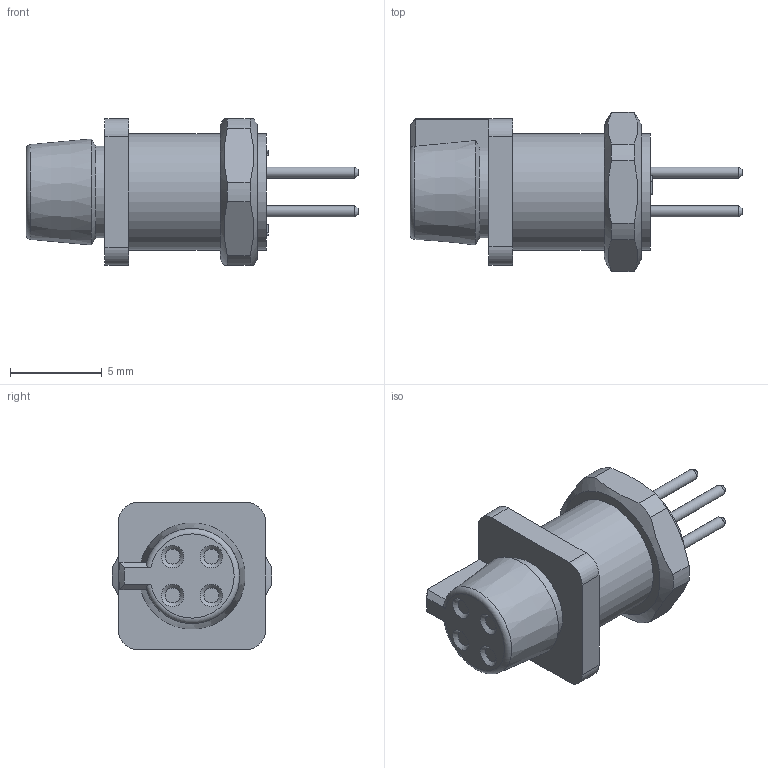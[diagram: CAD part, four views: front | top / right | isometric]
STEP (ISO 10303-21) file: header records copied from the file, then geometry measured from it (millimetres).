
FILE_DESCRIPTION(/* description */ (''),/* implementation_level */ '2;1');
FILE_NAME(/* name */ '09-9766-XXX-04_003_01.stp',/* time_stamp */ '2014-07-03T08:51:55+02:00',/* author */ (''),/* organization */ (''),/* preprocessor_version */ 'ST-DEVELOPER v14',/* originating_system */ 'SIEMENS PLM Software NX 8.0',/* authorisation */ '');
FILE_SCHEMA (('AUTOMOTIVE_DESIGN { 1 0 10303 214 3 1 1 1 }'));
Length unit declared in the file: millimetre
Products named in the file (1): sach1670AA8A4g0l
Bounding box: 18.1 x 8.69 x 8 mm (x, y, z)
Volume: 486.9 mm3; surface area: 576 mm2
Topology: 2 solids, 2 shells, 98 faces, 216 edges, 141 vertices
Faces by surface type: plane 45, cone 23, cylinder 22, extrusion 7, torus 1
Full cylindrical faces by diameter (mm): 0.6 x4, 1.3 x4, 5.385 x1, 6.35 x1
Entity records: 2766 total; most frequent: CARTESIAN_POINT 732, DIRECTION 402, ORIENTED_EDGE 360, EDGE_CURVE 180, AXIS2_PLACEMENT_3D 171, EDGE_LOOP 149, VERTEX_POINT 135, ADVANCED_FACE 98
